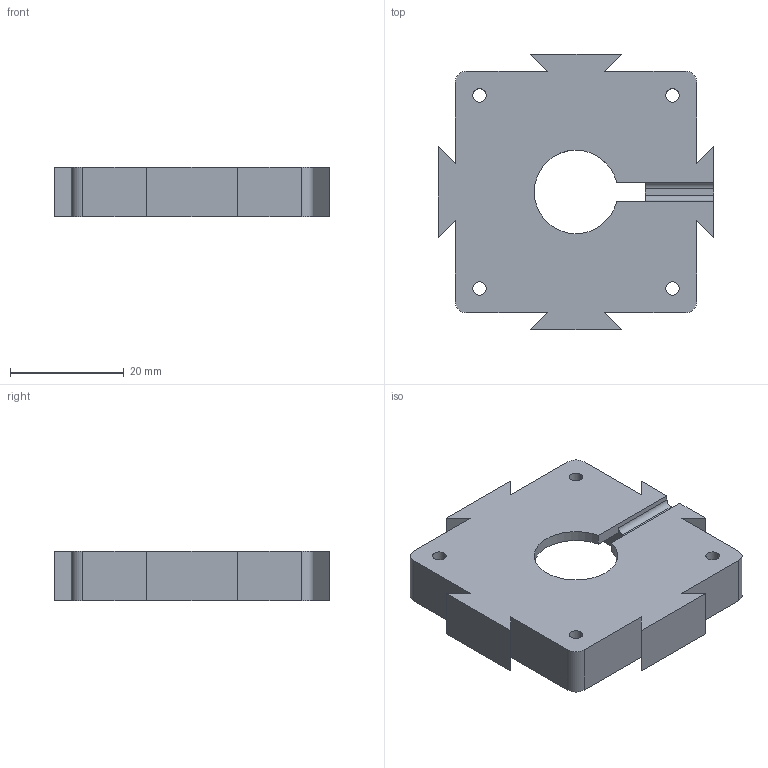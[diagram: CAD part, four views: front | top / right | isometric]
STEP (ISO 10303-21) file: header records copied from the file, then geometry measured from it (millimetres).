
FILE_DESCRIPTION (( 'STEP AP203' ), '1' );
FILE_NAME ('camera_cover_front.STEP', '2025-05-16T07:20:44', ( '' ), ( '' ), 'SwSTEP 2.0', 'SolidWorks 2024', '' );
FILE_SCHEMA (( 'CONFIG_CONTROL_DESIGN' ));
Length unit declared in the file: millimetre
Products named in the file (1): camera_cover_front
Bounding box: 48.5 x 48.5 x 8.7 mm (x, y, z)
Volume: 9982.2 mm3; surface area: 6649 mm2
Topology: 1 solids, 1 shells, 70 faces, 204 edges, 136 vertices
Faces by surface type: plane 45, cylinder 25
Entity records: 2415 total; most frequent: CARTESIAN_POINT 411, ORIENTED_EDGE 408, DIRECTION 396, EDGE_CURVE 204, LINE 154, VECTOR 154, VERTEX_POINT 136, AXIS2_PLACEMENT_3D 121
